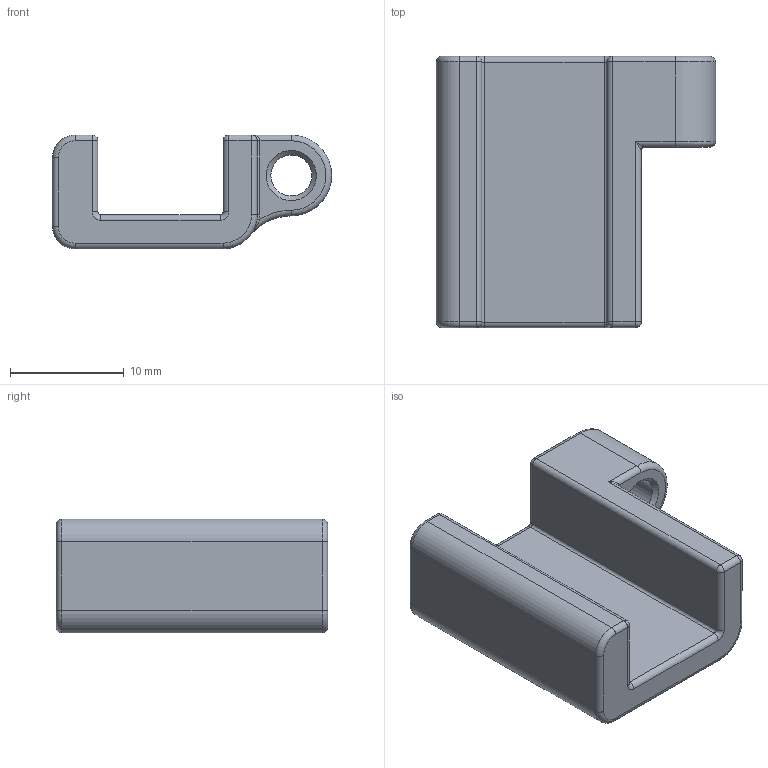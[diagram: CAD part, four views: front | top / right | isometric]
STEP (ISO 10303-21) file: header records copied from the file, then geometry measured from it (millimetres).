
FILE_DESCRIPTION(/* description */ (''),/* implementation_level */ '2;1');
FILE_NAME(/* name */ 'MP_DooKi3_SLM_XY_YMin_Mirror.step',/* time_stamp */ '2024-08-01T15:48:37-04:00',/* author */ (''),/* organization */ (''),/* preprocessor_version */ 'ST-DEVELOPER v20',/* originating_system */ 'Autodesk Translation Framework v13.14.0.145',/* authorisation */ '');
FILE_SCHEMA (('AUTOMOTIVE_DESIGN { 1 0 10303 214 3 1 1 }'));
Length unit declared in the file: millimetre
Products named in the file (1): YMIN(Mirror)
Bounding box: 24.55 x 23.85 x 10 mm (x, y, z)
Volume: 2585.4 mm3; surface area: 2050.4 mm2
Topology: 1 solids, 1 shells, 194 faces, 496 edges, 314 vertices
Faces by surface type: plane 103, bspline 41, cylinder 28, torus 15, sphere 5, cone 2
Full cylindrical faces by diameter (mm): 3.6 x1
Entity records: 6242 total; most frequent: CARTESIAN_POINT 1735, ORIENTED_EDGE 988, DIRECTION 801, EDGE_CURVE 494, LINE 335, VECTOR 335, VERTEX_POINT 314, AXIS2_PLACEMENT_3D 233
